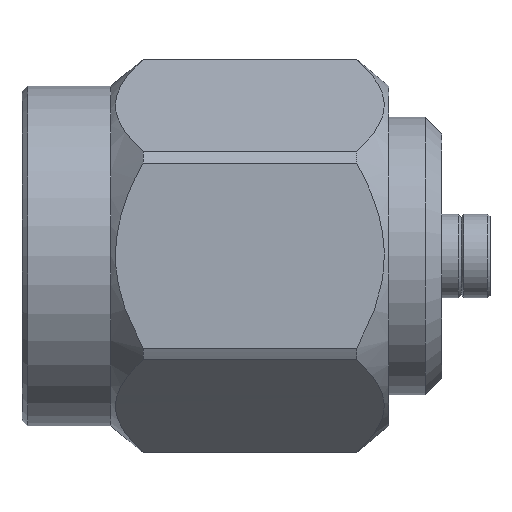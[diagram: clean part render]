
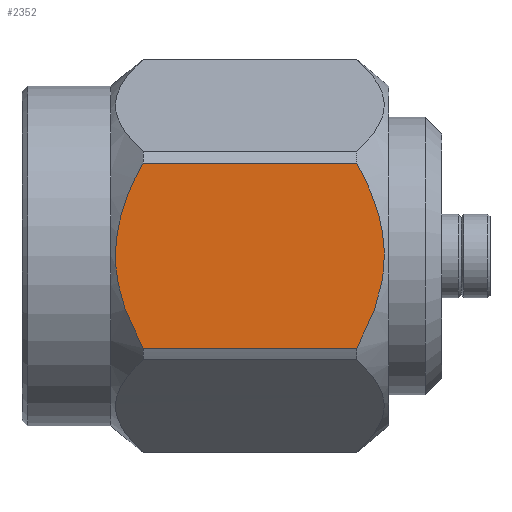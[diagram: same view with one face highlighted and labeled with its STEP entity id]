
A CAD part, top view. The second image highlights one B-rep face of the part: STEP entity #2352.
In plain terms, the highlighted planar face has unit normal (0, 0, 1).
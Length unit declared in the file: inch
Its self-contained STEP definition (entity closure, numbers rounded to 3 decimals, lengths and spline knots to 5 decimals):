
#20 = VECTOR ( 'NONE', #3475, 39.37008 ) ;
#101 = CARTESIAN_POINT ( 'NONE',  ( 0.13603, -0.04605, 0.15625 ) ) ;
#155 = CARTESIAN_POINT ( 'NONE',  ( 0.13253, 0.03426, 0.15625 ) ) ;
#235 = CARTESIAN_POINT ( 'NONE',  ( 0.36752, -0.0287, 0.15625 ) ) ;
#269 = EDGE_CURVE ( 'NONE', #3321, #1249, #584, .T. ) ;
#271 = CARTESIAN_POINT ( 'NONE',  ( 0.36989, 0.00695, 0.15625 ) ) ;
#283 = B_SPLINE_CURVE_WITH_KNOTS ( 'NONE', 3,
 ( #1221, #2319, #2069, #2819, #366, #3137, #1172, #101, #3097, #941, #2050, #2871, #2269, #1459, #3389, #1515, #2603, #155, #1190, #1239, #922, #2338, #2285, #959, #3156, #386 ),
 .UNSPECIFIED., .F., .F.,
 ( 4, 2, 2, 1, 1, 2, 2, 2, 2, 2, 1, 1, 2, 2, 4 ),
 ( 0., 0.125, 0.1875, 0.21875, 0.23438, 0.24219, 0.25, 0.5, 0.625, 0.6875, 0.71875, 0.73437, 0.74219, 0.75, 1. ),
 .UNSPECIFIED. ) ;
#366 = CARTESIAN_POINT ( 'NONE',  ( 0.13982, -0.05635, 0.15625 ) ) ;
#382 = CARTESIAN_POINT ( 'NONE',  ( 0.3451, 0.08326, 0.15625 ) ) ;
#386 = CARTESIAN_POINT ( 'NONE',  ( 0.1529, 0.08326, 0.15625 ) ) ;
#455 = VECTOR ( 'NONE', #2926, 39.37008 ) ;
#552 = DIRECTION ( 'NONE',  ( 0., -1., 0. ) ) ;
#584 = B_SPLINE_CURVE_WITH_KNOTS ( 'NONE', 3,
 ( #2970, #3256, #1866, #2705, #815, #1067, #797, #1561, #1579, #235, #2951, #271, #1323, #2670, #778, #2918, #2384, #2933, #2151, #1028, #1847, #1344 ),
 .UNSPECIFIED., .F., .F.,
 ( 4, 1, 1, 1, 1, 2, 2, 2, 1, 1, 1, 1, 2, 2, 4 ),
 ( 0., 0.125, 0.1875, 0.21875, 0.23438, 0.24219, 0.25, 0.5, 0.625, 0.6875, 0.71875, 0.73437, 0.74219, 0.75, 1. ),
 .UNSPECIFIED. ) ;
#778 = CARTESIAN_POINT ( 'NONE',  ( 0.36482, 0.03676, 0.15625 ) ) ;
#797 = CARTESIAN_POINT ( 'NONE',  ( 0.36233, -0.04496, 0.15625 ) ) ;
#815 = CARTESIAN_POINT ( 'NONE',  ( 0.36097, -0.04897, 0.15625 ) ) ;
#922 = CARTESIAN_POINT ( 'NONE',  ( 0.13459, 0.04154, 0.15625 ) ) ;
#941 = CARTESIAN_POINT ( 'NONE',  ( 0.13536, -0.044, 0.15625 ) ) ;
#959 = CARTESIAN_POINT ( 'NONE',  ( 0.13933, 0.05646, 0.15625 ) ) ;
#1028 = CARTESIAN_POINT ( 'NONE',  ( 0.35885, 0.05594, 0.15625 ) ) ;
#1067 = CARTESIAN_POINT ( 'NONE',  ( 0.36193, -0.04616, 0.15625 ) ) ;
#1085 = DIRECTION ( 'NONE',  ( 0., 0., 1. ) ) ;
#1172 = CARTESIAN_POINT ( 'NONE',  ( 0.13702, -0.04893, 0.15625 ) ) ;
#1190 = CARTESIAN_POINT ( 'NONE',  ( 0.13324, 0.03698, 0.15625 ) ) ;
#1221 = CARTESIAN_POINT ( 'NONE',  ( 0.1529, -0.08326, 0.15625 ) ) ;
#1239 = CARTESIAN_POINT ( 'NONE',  ( 0.13417, 0.04017, 0.15625 ) ) ;
#1249 = VERTEX_POINT ( 'NONE', #382 ) ;
#1323 = CARTESIAN_POINT ( 'NONE',  ( 0.36902, 0.01767, 0.15625 ) ) ;
#1344 = CARTESIAN_POINT ( 'NONE',  ( 0.3451, 0.08326, 0.15625 ) ) ;
#1459 = CARTESIAN_POINT ( 'NONE',  ( 0.12813, 0.00737, 0.15625 ) ) ;
#1515 = CARTESIAN_POINT ( 'NONE',  ( 0.13048, 0.02526, 0.15624 ) ) ;
#1561 = CARTESIAN_POINT ( 'NONE',  ( 0.36259, -0.04417, 0.15625 ) ) ;
#1579 = CARTESIAN_POINT ( 'NONE',  ( 0.3627, -0.04383, 0.15625 ) ) ;
#1847 = CARTESIAN_POINT ( 'NONE',  ( 0.35292, 0.0693, 0.15625 ) ) ;
#1866 = CARTESIAN_POINT ( 'NONE',  ( 0.35412, -0.06613, 0.15625 ) ) ;
#1870 = LINE ( 'NONE', #2974, #20 ) ;
#1897 = ORIENTED_EDGE ( 'NONE', *, *, #2176, .T. ) ;
#1980 = FACE_OUTER_BOUND ( 'NONE', #2485, .T. ) ;
#2050 = CARTESIAN_POINT ( 'NONE',  ( 0.13524, -0.04364, 0.15625 ) ) ;
#2069 = CARTESIAN_POINT ( 'NONE',  ( 0.14565, -0.06965, 0.15625 ) ) ;
#2124 = CARTESIAN_POINT ( 'NONE',  ( 0.3451, -0.08326, 0.15625 ) ) ;
#2151 = CARTESIAN_POINT ( 'NONE',  ( 0.36303, 0.04278, 0.15625 ) ) ;
#2176 = EDGE_CURVE ( 'NONE', #1249, #2962, #1870, .T. ) ;
#2269 = CARTESIAN_POINT ( 'NONE',  ( 0.1281, -0.01436, 0.15625 ) ) ;
#2285 = CARTESIAN_POINT ( 'NONE',  ( 0.13503, 0.04296, 0.15625 ) ) ;
#2319 = CARTESIAN_POINT ( 'NONE',  ( 0.14906, -0.07639, 0.15625 ) ) ;
#2338 = CARTESIAN_POINT ( 'NONE',  ( 0.13487, 0.04245, 0.15625 ) ) ;
#2352 = ADVANCED_FACE ( 'NONE', ( #1980 ), #2474, .T. ) ;
#2384 = CARTESIAN_POINT ( 'NONE',  ( 0.36348, 0.04134, 0.15625 ) ) ;
#2413 = CARTESIAN_POINT ( 'NONE',  ( 0.584, -0.08326, 0.15625 ) ) ;
#2466 = EDGE_CURVE ( 'NONE', #2618, #2962, #283, .T. ) ;
#2474 = PLANE ( 'NONE',  #3031 ) ;
#2485 = EDGE_LOOP ( 'NONE', ( #1897, #2675, #3403, #3145 ) ) ;
#2603 = CARTESIAN_POINT ( 'NONE',  ( 0.13121, 0.02885, 0.15624 ) ) ;
#2607 = EDGE_CURVE ( 'NONE', #2618, #3321, #2963, .T. ) ;
#2618 = VERTEX_POINT ( 'NONE', #2624 ) ;
#2624 = CARTESIAN_POINT ( 'NONE',  ( 0.1529, -0.08326, 0.15625 ) ) ;
#2670 = CARTESIAN_POINT ( 'NONE',  ( 0.36648, 0.03036, 0.15625 ) ) ;
#2675 = ORIENTED_EDGE ( 'NONE', *, *, #2466, .F. ) ;
#2705 = CARTESIAN_POINT ( 'NONE',  ( 0.35889, -0.05463, 0.15625 ) ) ;
#2819 = CARTESIAN_POINT ( 'NONE',  ( 0.1412, -0.05967, 0.15625 ) ) ;
#2871 = CARTESIAN_POINT ( 'NONE',  ( 0.13043, -0.02848, 0.15625 ) ) ;
#2918 = CARTESIAN_POINT ( 'NONE',  ( 0.36389, 0.03996, 0.15625 ) ) ;
#2926 = DIRECTION ( 'NONE',  ( 1., 0., 0. ) ) ;
#2933 = CARTESIAN_POINT ( 'NONE',  ( 0.36319, 0.04226, 0.15625 ) ) ;
#2951 = CARTESIAN_POINT ( 'NONE',  ( 0.36987, -0.01428, 0.15625 ) ) ;
#2962 = VERTEX_POINT ( 'NONE', #3218 ) ;
#2963 = LINE ( 'NONE', #2413, #455 ) ;
#2970 = CARTESIAN_POINT ( 'NONE',  ( 0.3451, -0.08326, 0.15625 ) ) ;
#2974 = CARTESIAN_POINT ( 'NONE',  ( 0.584, 0.08326, 0.15625 ) ) ;
#3031 = AXIS2_PLACEMENT_3D ( 'NONE', #3068, #1085, #552 ) ;
#3068 = CARTESIAN_POINT ( 'NONE',  ( 0.584, -0.09021, 0.15625 ) ) ;
#3097 = CARTESIAN_POINT ( 'NONE',  ( 0.13563, -0.04482, 0.15625 ) ) ;
#3137 = CARTESIAN_POINT ( 'NONE',  ( 0.13793, -0.0514, 0.15625 ) ) ;
#3145 = ORIENTED_EDGE ( 'NONE', *, *, #269, .T. ) ;
#3156 = CARTESIAN_POINT ( 'NONE',  ( 0.14524, 0.06959, 0.15625 ) ) ;
#3218 = CARTESIAN_POINT ( 'NONE',  ( 0.1529, 0.08326, 0.15625 ) ) ;
#3256 = CARTESIAN_POINT ( 'NONE',  ( 0.34898, -0.07632, 0.15625 ) ) ;
#3321 = VERTEX_POINT ( 'NONE', #2124 ) ;
#3389 = CARTESIAN_POINT ( 'NONE',  ( 0.12872, 0.01451, 0.15624 ) ) ;
#3403 = ORIENTED_EDGE ( 'NONE', *, *, #2607, .T. ) ;
#3475 = DIRECTION ( 'NONE',  ( -1., 0., 0. ) ) ;
